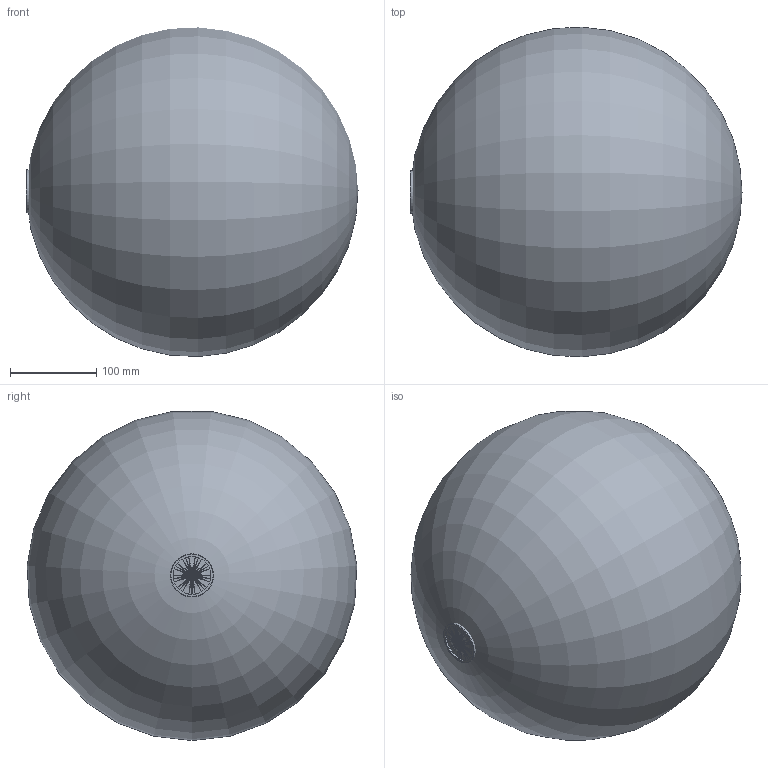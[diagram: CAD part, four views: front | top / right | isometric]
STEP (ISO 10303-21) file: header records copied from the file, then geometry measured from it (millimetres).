
FILE_DESCRIPTION (( 'STEP AP203' ), '1' );
FILE_NAME ('693050.STEP', '2025-12-22T03:21:33', ( 'Windows User' ), ( 'P R C' ), 'SwSTEP 2.0', 'SolidWorks 2020', '' );
FILE_SCHEMA (( 'CONFIG_CONTROL_DESIGN' ));
Length unit declared in the file: millimetre
Products named in the file (1): 693050
Bounding box: 385.06 x 382.35 x 381.7 mm (x, y, z)
Volume: 29500543.1 mm3; surface area: 469333.2 mm2
Topology: 1 solids, 1 shells, 18 faces, 29 edges, 18 vertices
Faces by surface type: cylinder 6, plane 5, cone 5, torus 1, sphere 1
Full cylindrical faces by diameter (mm): 36 x1, 37 x1, 38 x1, 44 x1, 49 x1, 50 x1
Entity records: 431 total; most frequent: DIRECTION 72, CARTESIAN_POINT 53, AXIS2_PLACEMENT_3D 36, EDGE_LOOP 34, ORIENTED_EDGE 34, FACE_OUTER_BOUND 24, ADVANCED_FACE 18, EDGE_CURVE 17
